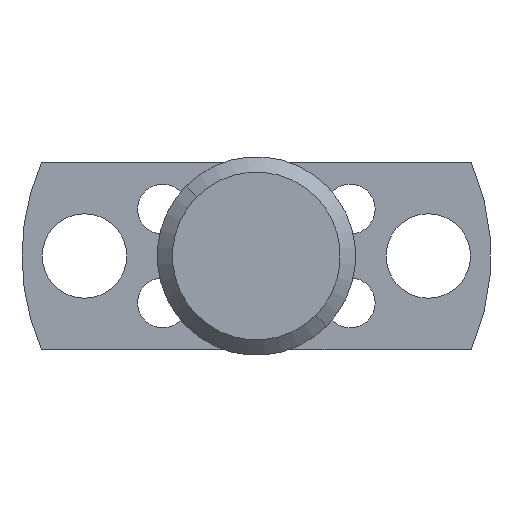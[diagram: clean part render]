
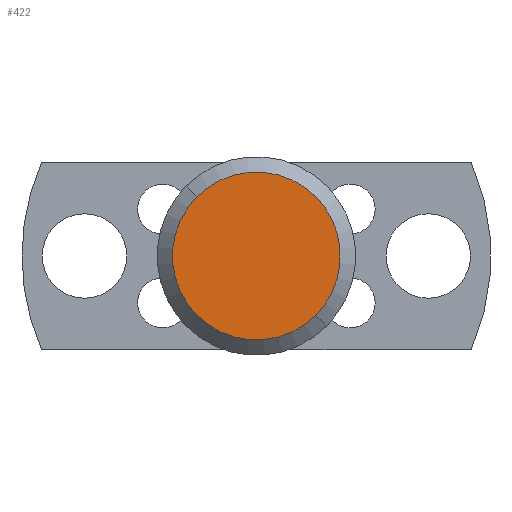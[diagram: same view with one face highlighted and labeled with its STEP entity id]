
A CAD part, front view. The second image highlights one B-rep face of the part: STEP entity #422.
In plain terms, the highlighted planar face has unit normal (0, -1, 0).
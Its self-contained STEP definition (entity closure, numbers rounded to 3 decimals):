
#16 = EDGE_LOOP ( 'NONE', ( #2278, #5164 ) ) ;
#233 = DIRECTION ( 'NONE',  ( 0.707, 0., -0.707 ) ) ;
#372 = FACE_OUTER_BOUND ( 'NONE', #16, .T. ) ;
#422 = ADVANCED_FACE ( 'Defeature ausgef�hrt2_40', ( #372 ), #6220, .T. ) ;
#1152 = DIRECTION ( 'NONE',  ( 0., -1., 0. ) ) ;
#1327 = EDGE_CURVE ( 'Defeature ausgef�hrt2_40+Defeature ausgef�hrt2_37+Defeature ausgef�hrt2_37+Defeature ausgef�hrt2_37', #1880, #4357, #5886, .T. ) ;
#1468 = AXIS2_PLACEMENT_3D ( 'NONE', #4258, #4751, #1775 ) ;
#1775 = DIRECTION ( 'NONE',  ( 0.707, 0., -0.707 ) ) ;
#1876 = CARTESIAN_POINT ( 'NONE',  ( 1.899, -11., -1.899 ) ) ;
#1880 = VERTEX_POINT ( 'NONE', #1876 ) ;
#2278 = ORIENTED_EDGE ( 'NONE', *, *, #1327, .T. ) ;
#2520 = AXIS2_PLACEMENT_3D ( 'NONE', #4229, #5655, #233 ) ;
#3761 = CIRCLE ( 'NONE', #2520, 2.685 ) ;
#3964 = EDGE_CURVE ( 'Defeature ausgef�hrt2_40+Defeature ausgef�hrt2_37+Defeature ausgef�hrt2_37+Defeature ausgef�hrt2_37', #4357, #1880, #3761, .T. ) ;
#4229 = CARTESIAN_POINT ( 'NONE',  ( 0., -11., 0. ) ) ;
#4258 = CARTESIAN_POINT ( 'NONE',  ( 1.644, -11., 1.644 ) ) ;
#4357 = VERTEX_POINT ( 'NONE', #4423 ) ;
#4423 = CARTESIAN_POINT ( 'NONE',  ( -1.899, -11., 1.899 ) ) ;
#4648 = CARTESIAN_POINT ( 'NONE',  ( 0., -11., 0. ) ) ;
#4751 = DIRECTION ( 'NONE',  ( 0., -1., 0. ) ) ;
#5130 = DIRECTION ( 'NONE',  ( 0.707, 0., -0.707 ) ) ;
#5164 = ORIENTED_EDGE ( 'NONE', *, *, #3964, .T. ) ;
#5655 = DIRECTION ( 'NONE',  ( 0., -1., 0. ) ) ;
#5886 = CIRCLE ( 'NONE', #6084, 2.685 ) ;
#6084 = AXIS2_PLACEMENT_3D ( 'NONE', #4648, #1152, #5130 ) ;
#6220 = PLANE ( 'NONE',  #1468 ) ;
